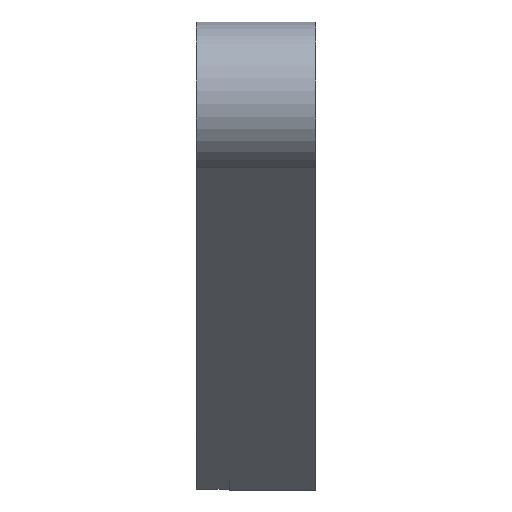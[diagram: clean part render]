
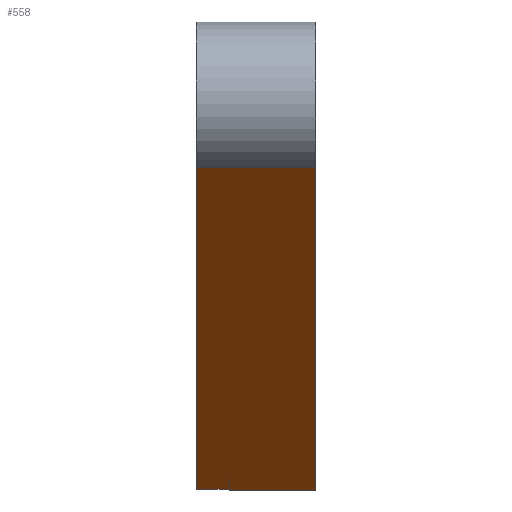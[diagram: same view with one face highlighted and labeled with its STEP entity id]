
A CAD part, left-side view. The second image highlights one B-rep face of the part: STEP entity #558.
In plain terms, the highlighted planar face has unit normal (-0.469, 0, -0.883).
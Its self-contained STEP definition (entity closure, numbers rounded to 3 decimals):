
#44=PLANE('',#614);
#72=FACE_OUTER_BOUND('',#112,.T.);
#112=EDGE_LOOP('',(#457,#458,#459,#460,#461,#462));
#135=LINE('',#809,#185);
#151=LINE('',#887,#201);
#152=LINE('',#889,#202);
#153=LINE('',#891,#203);
#154=LINE('',#893,#204);
#155=LINE('',#894,#205);
#185=VECTOR('',#645,10.);
#201=VECTOR('',#731,10.);
#202=VECTOR('',#732,10.);
#203=VECTOR('',#733,10.);
#204=VECTOR('',#734,10.);
#205=VECTOR('',#735,10.);
#263=VERTEX_POINT('',#806);
#264=VERTEX_POINT('',#808);
#291=VERTEX_POINT('',#886);
#292=VERTEX_POINT('',#888);
#293=VERTEX_POINT('',#890);
#294=VERTEX_POINT('',#892);
#316=EDGE_CURVE('',#263,#264,#135,.T.);
#353=EDGE_CURVE('',#291,#263,#151,.T.);
#354=EDGE_CURVE('',#292,#291,#152,.T.);
#355=EDGE_CURVE('',#292,#293,#153,.T.);
#356=EDGE_CURVE('',#293,#294,#154,.T.);
#357=EDGE_CURVE('',#294,#264,#155,.T.);
#457=ORIENTED_EDGE('',*,*,#353,.F.);
#458=ORIENTED_EDGE('',*,*,#354,.F.);
#459=ORIENTED_EDGE('',*,*,#355,.T.);
#460=ORIENTED_EDGE('',*,*,#356,.T.);
#461=ORIENTED_EDGE('',*,*,#357,.T.);
#462=ORIENTED_EDGE('',*,*,#316,.F.);
#558=ADVANCED_FACE('',(#72),#44,.T.);
#614=AXIS2_PLACEMENT_3D('',#885,#729,#730);
#645=DIRECTION('',(0.883,0.,-0.469));
#729=DIRECTION('center_axis',(-0.469,0.,-0.883));
#730=DIRECTION('ref_axis',(-0.883,0.,0.469));
#731=DIRECTION('',(0.,-1.,0.));
#732=DIRECTION('',(-0.883,0.,0.469));
#733=DIRECTION('',(0.,-1.,0.));
#734=DIRECTION('',(0.883,0.,-0.469));
#735=DIRECTION('',(0.,-1.,0.));
#806=CARTESIAN_POINT('',(-43.201,-11.722,-127.87));
#808=CARTESIAN_POINT('',(-17.745,-11.722,-141.405));
#809=CARTESIAN_POINT('',(-43.201,-11.722,-127.87));
#885=CARTESIAN_POINT('Origin',(-17.745,-9.722,-141.405));
#886=CARTESIAN_POINT('',(-43.201,-6.722,-127.87));
#887=CARTESIAN_POINT('',(-43.201,-9.722,-127.87));
#888=CARTESIAN_POINT('',(-17.817,-6.722,-141.366));
#889=CARTESIAN_POINT('',(-43.201,-6.722,-127.87));
#890=CARTESIAN_POINT('',(-17.817,-8.1,-141.366));
#891=CARTESIAN_POINT('',(-17.817,-7.411,-141.366));
#892=CARTESIAN_POINT('',(-17.745,-8.1,-141.405));
#893=CARTESIAN_POINT('',(-27.7,-8.1,-136.112));
#894=CARTESIAN_POINT('',(-17.745,-9.722,-141.405));
